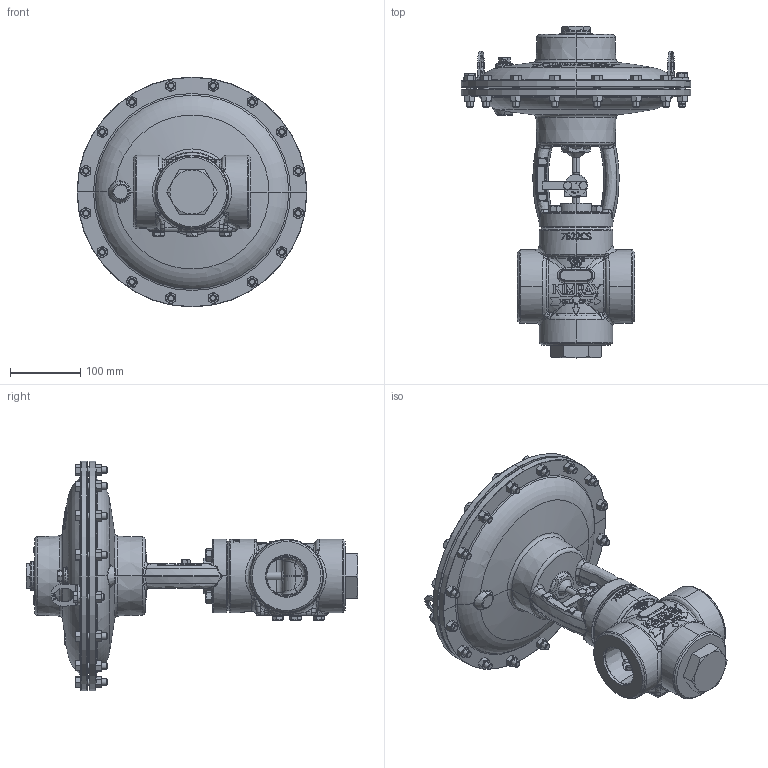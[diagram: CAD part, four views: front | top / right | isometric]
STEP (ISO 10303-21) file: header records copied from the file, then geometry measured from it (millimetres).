
FILE_DESCRIPTION (( 'STEP AP214' ), '1' );
FILE_NAME ('CVS2S4DW12L2S-HPCV.STEP', '2020-12-29T15:58:57', ( '' ), ( '' ), 'SwSTEP 2.0', 'SolidWorks 2019', '' );
FILE_SCHEMA (( 'AUTOMOTIVE_DESIGN' ));
Length unit declared in the file: inch
Products named in the file (1): CVS2S4DW12L2S-HPCV
Bounding box: 327.42 x 472.57 x 327.42 mm (x, y, z)
Volume: 4479055.3 mm3; surface area: 657903.1 mm2
Topology: 1 solids, 1 shells, 3219 faces, 8240 edges, 5166 vertices
Faces by surface type: plane 1309, bspline 734, cone 530, cylinder 466, torus 115, sphere 65
Entity records: 184783 total; most frequent: CARTESIAN_POINT 87105, ORIENTED_EDGE 16366, DIRECTION 11983, EDGE_CURVE 8183, VERTEX_POINT 5163, AXIS2_PLACEMENT_3D 4602, EDGE_LOOP 3498, ADVANCED_FACE 3219
